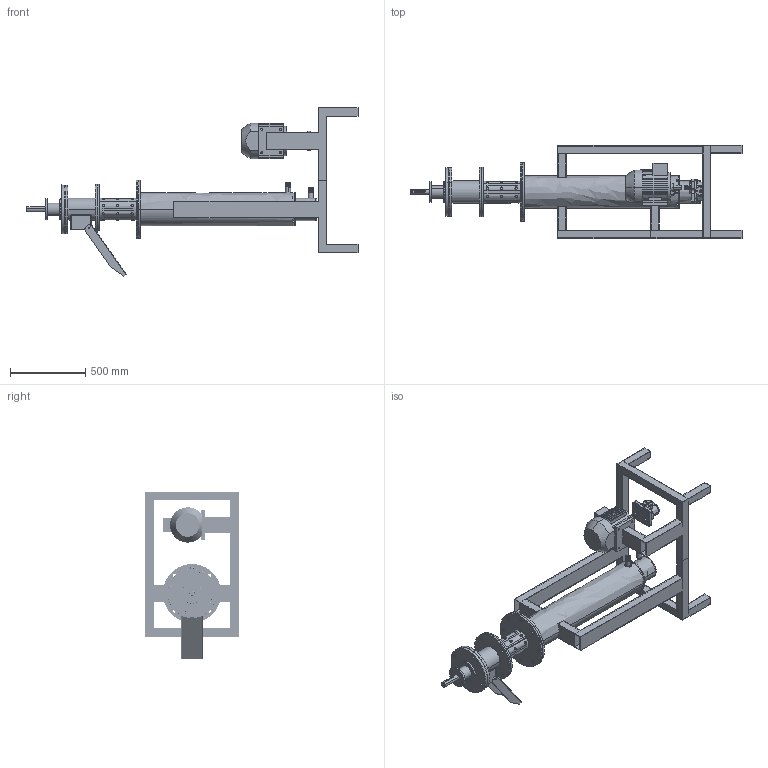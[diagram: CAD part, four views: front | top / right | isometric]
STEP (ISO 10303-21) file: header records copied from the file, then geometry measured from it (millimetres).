
FILE_DESCRIPTION(('FreeCAD Model'),'2;1');
FILE_NAME('Open CASCADE Shape Model','2025-05-09T11:14:45',('FreeCAD'),( 'FreeCAD'),'Open CASCADE STEP processor 7.6','FreeCAD','Unknown');
FILE_SCHEMA(('AUTOMOTIVE_DESIGN { 1 0 10303 214 1 1 1 1 }'));
Products named in the file (1): Open CASCADE STEP translator 7.6 1
Bounding box: 2205.26 x 618.7 x 1117.63 mm (x, y, z)
Volume: 37231270.4 mm3; surface area: 9854660.2 mm2
Topology: 87 solids, 89 shells, 3576 faces, 9649 edges, 6192 vertices
Faces by surface type: bspline 3576
Entity records: 180468 total; most frequent: CARTESIAN_POINT 125389, ORIENTED_EDGE 19132, EDGE_CURVE 9566, B_SPLINE_CURVE_WITH_KNOTS 6381, VERTEX_POINT 6190, FACE_BOUND 4133, EDGE_LOOP 4133, ADVANCED_FACE 3575
